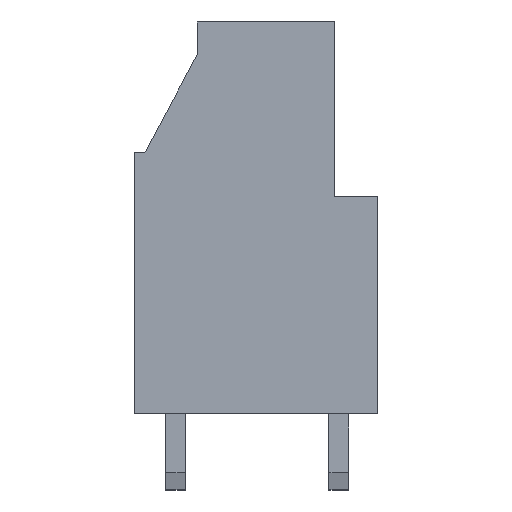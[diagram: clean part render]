
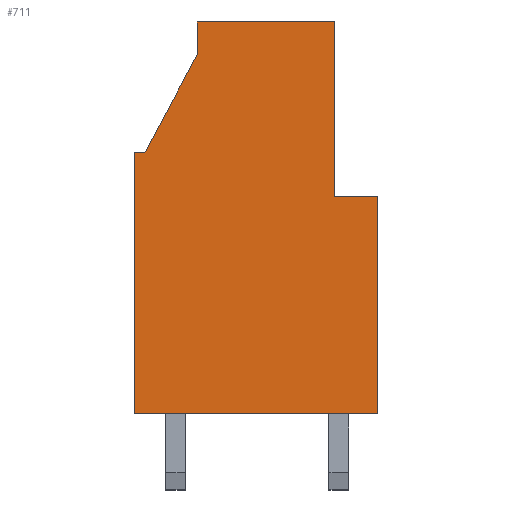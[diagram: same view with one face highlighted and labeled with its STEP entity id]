
A CAD part, front view. The second image highlights one B-rep face of the part: STEP entity #711.
In plain terms, the highlighted planar face has unit normal (0, -1, 0).
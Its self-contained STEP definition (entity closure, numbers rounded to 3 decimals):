
#711 = ADVANCED_FACE( '', ( #1442 ), #1443, .F. );
#1442 = FACE_OUTER_BOUND( '', #2197, .T. );
#1443 = PLANE( '', #2198 );
#2197 = EDGE_LOOP( '', ( #4206, #4207, #4208, #4209, #4210, #4211, #4212, #4213, #4214 ) );
#2198 = AXIS2_PLACEMENT_3D( '', #4215, #4216, #4217 );
#4206 = ORIENTED_EDGE( '', *, *, #5378, .F. );
#4207 = ORIENTED_EDGE( '', *, *, #5487, .T. );
#4208 = ORIENTED_EDGE( '', *, *, #4751, .F. );
#4209 = ORIENTED_EDGE( '', *, *, #4798, .F. );
#4210 = ORIENTED_EDGE( '', *, *, #5015, .F. );
#4211 = ORIENTED_EDGE( '', *, *, #5274, .T. );
#4212 = ORIENTED_EDGE( '', *, *, #5154, .T. );
#4213 = ORIENTED_EDGE( '', *, *, #5244, .T. );
#4214 = ORIENTED_EDGE( '', *, *, #5473, .F. );
#4215 = CARTESIAN_POINT( '', ( 12.134, -2.54, 19.8 ) );
#4216 = DIRECTION( '', ( 0., 1., 0. ) );
#4217 = DIRECTION( '', ( -1., 0., 0. ) );
#4751 = EDGE_CURVE( '', #5743, #5744, #5745, .T. );
#4798 = EDGE_CURVE( '', #5825, #5743, #5827, .T. );
#5015 = EDGE_CURVE( '', #6190, #5825, #6191, .T. );
#5154 = EDGE_CURVE( '', #6402, #6400, #6403, .T. );
#5244 = EDGE_CURVE( '', #6400, #6523, #6525, .T. );
#5274 = EDGE_CURVE( '', #6190, #6402, #6566, .T. );
#5378 = EDGE_CURVE( '', #6703, #6701, #6705, .T. );
#5473 = EDGE_CURVE( '', #6701, #6523, #6823, .T. );
#5487 = EDGE_CURVE( '', #6703, #5744, #6839, .T. );
#5743 = VERTEX_POINT( '', #7184 );
#5744 = VERTEX_POINT( '', #7185 );
#5745 = LINE( '', #7186, #7187 );
#5825 = VERTEX_POINT( '', #7299 );
#5827 = LINE( '', #7302, #7303 );
#6190 = VERTEX_POINT( '', #7832 );
#6191 = LINE( '', #7833, #7834 );
#6400 = VERTEX_POINT( '', #8148 );
#6402 = VERTEX_POINT( '', #8151 );
#6403 = LINE( '', #8152, #8153 );
#6523 = VERTEX_POINT( '', #8333 );
#6525 = LINE( '', #8336, #8337 );
#6566 = LINE( '', #8398, #8399 );
#6701 = VERTEX_POINT( '', #8607 );
#6703 = VERTEX_POINT( '', #8610 );
#6705 = LINE( '', #8613, #8614 );
#6823 = LINE( '', #8784, #8785 );
#6839 = LINE( '', #8807, #8808 );
#7184 = CARTESIAN_POINT( '', ( 2.9, -2.54, 16.5 ) );
#7185 = CARTESIAN_POINT( '', ( 2.9, -2.54, 18. ) );
#7186 = CARTESIAN_POINT( '', ( 2.9, -2.54, -1. ) );
#7187 = VECTOR( '', #8987, 1000. );
#7299 = CARTESIAN_POINT( '', ( 0.5, -2.54, 12. ) );
#7302 = CARTESIAN_POINT( '', ( -6.433, -2.54, -1. ) );
#7303 = VECTOR( '', #9036, 1000. );
#7832 = CARTESIAN_POINT( '', ( 0., -2.54, 12. ) );
#7833 = CARTESIAN_POINT( '', ( 5.35, -2.54, 12. ) );
#7834 = VECTOR( '', #9236, 1000. );
#8148 = CARTESIAN_POINT( '', ( 11.2, -2.54, 0. ) );
#8151 = CARTESIAN_POINT( '', ( 0., -2.54, 0. ) );
#8152 = CARTESIAN_POINT( '', ( 5.35, -2.54, 0. ) );
#8153 = VECTOR( '', #9352, 1000. );
#8333 = CARTESIAN_POINT( '', ( 11.2, -2.54, 10. ) );
#8336 = CARTESIAN_POINT( '', ( 11.2, -2.54, -1. ) );
#8337 = VECTOR( '', #9429, 1000. );
#8398 = CARTESIAN_POINT( '', ( 0., -2.54, -1. ) );
#8399 = VECTOR( '', #9450, 1000. );
#8607 = CARTESIAN_POINT( '', ( 9.2, -2.54, 10. ) );
#8610 = CARTESIAN_POINT( '', ( 9.2, -2.54, 18. ) );
#8613 = CARTESIAN_POINT( '', ( 9.2, -2.54, 18. ) );
#8614 = VECTOR( '', #9526, 1000. );
#8784 = CARTESIAN_POINT( '', ( 9.038, -2.54, 10. ) );
#8785 = VECTOR( '', #9594, 1000. );
#8807 = CARTESIAN_POINT( '', ( 5.35, -2.54, 18. ) );
#8808 = VECTOR( '', #9601, 1000. );
#8987 = DIRECTION( '', ( 0., 0., 1. ) );
#9036 = DIRECTION( '', ( 0.471, 0., 0.882 ) );
#9236 = DIRECTION( '', ( 1., 0., 0. ) );
#9352 = DIRECTION( '', ( 1., 0., 0. ) );
#9429 = DIRECTION( '', ( 0., 0., 1. ) );
#9450 = DIRECTION( '', ( 0., 0., -1. ) );
#9526 = DIRECTION( '', ( 0., 0., -1. ) );
#9594 = DIRECTION( '', ( 1., 0., 0. ) );
#9601 = DIRECTION( '', ( -1., 0., 0. ) );
